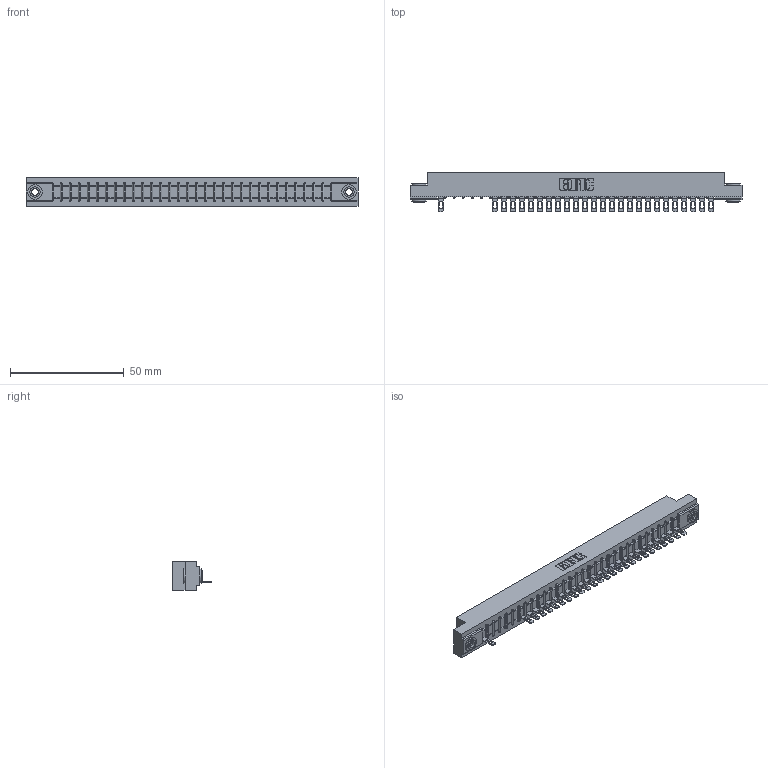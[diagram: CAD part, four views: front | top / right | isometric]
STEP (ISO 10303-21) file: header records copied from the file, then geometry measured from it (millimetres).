
FILE_DESCRIPTION (( 'STEP AP203' ), '1' );
FILE_NAME ('357-031-501-103.STEP', '2018-08-09T22:34:57', ( '' ), ( '' ), 'SwSTEP 2.0', 'SolidWorks 2016', '' );
FILE_SCHEMA (( 'CONFIG_CONTROL_DESIGN' ));
Length unit declared in the file: inch
Products named in the file (4): 357-031-501-103; 307 Part_.156 Dia Mounting Holes; 307-290-002_501; 345-250-002_345-250-002-102
Assembly tree (29 placements, depth 2):
  357-031-501-103
    307 Part_.156 Dia Mounting Holes
    307-290-002_501  x26
    345-250-002_345-250-002-102  x2
Bounding box: 145.85 x 17.42 x 12.7 mm (x, y, z)
Volume: 15404.7 mm3; surface area: 18626.5 mm2
Topology: 29 solids, 29 shells, 2278 faces, 6943 edges, 4538 vertices
Faces by surface type: plane 1298, cylinder 908, sphere 64, cone 8
Entity records: 29631 total; most frequent: CARTESIAN_POINT 4996, ORIENTED_EDGE 4982, DIRECTION 4873, EDGE_CURVE 2491, LINE 1891, VECTOR 1891, VERTEX_POINT 1614, AXIS2_PLACEMENT_3D 1491
